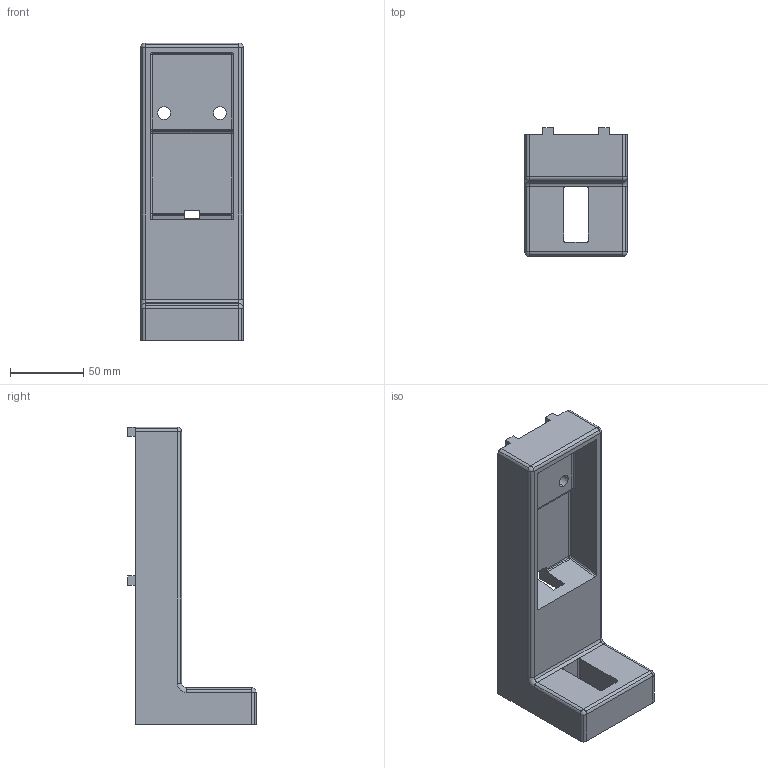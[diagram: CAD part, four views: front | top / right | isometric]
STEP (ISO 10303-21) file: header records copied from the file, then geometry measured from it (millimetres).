
FILE_DESCRIPTION((''),'2;1');
FILE_NAME('15FF5824.stp','2006-03-13T15:38:16',('Shawn Mantel'),('Faztek, LLC'),'Mechanical Desktop 2005','Mechanical Desktop 2005',', , ');
FILE_SCHEMA(('CONFIG_CONTROL_DESIGN'));
Length unit declared in the file: inch
Products named in the file (1): Product
Bounding box: 69.85 x 87.38 x 203.2 mm (x, y, z)
Volume: 224132.9 mm3; surface area: 72832.4 mm2
Topology: 1 solids, 1 shells, 208 faces, 541 edges, 318 vertices
Faces by surface type: cylinder 116, plane 58, bspline 28, sphere 4, torus 2
Entity records: 6730 total; most frequent: CARTESIAN_POINT 1582, DIRECTION 1107, ORIENTED_EDGE 1042, EDGE_CURVE 521, AXIS2_PLACEMENT_3D 405, VERTEX_POINT 318, VECTOR 297, LINE 297
